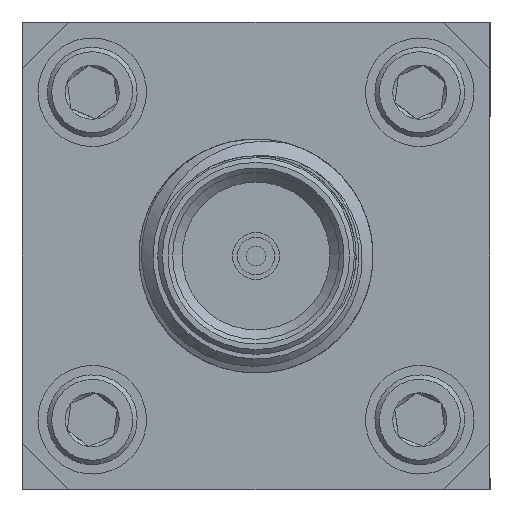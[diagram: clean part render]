
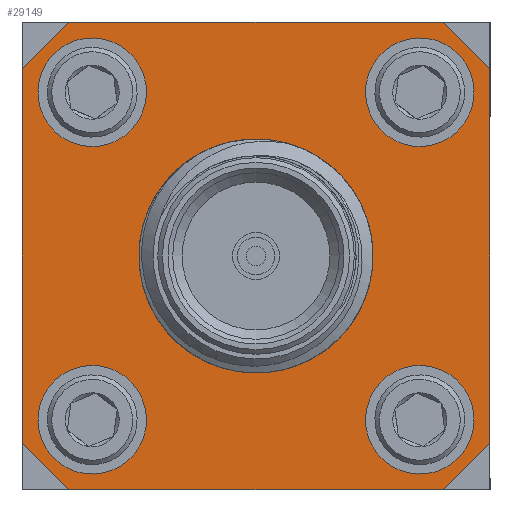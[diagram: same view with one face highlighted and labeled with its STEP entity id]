
A CAD part, left-side view. The second image highlights one B-rep face of the part: STEP entity #29149.
In plain terms, the highlighted planar face has unit normal (-1, 0, 0).
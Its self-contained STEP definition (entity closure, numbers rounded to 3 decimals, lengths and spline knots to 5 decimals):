
#637 = FACE_BOUND ( 'NONE', #12480, .T. ) ;
#944 = CARTESIAN_POINT ( 'NONE',  ( -0.87, 0., -0.115 ) ) ;
#968 = EDGE_CURVE ( 'NONE', #29800, #34594, #10957, .T. ) ;
#1040 = DIRECTION ( 'NONE',  ( 1., 0., 0. ) ) ;
#2023 = EDGE_CURVE ( 'NONE', #27718, #5134, #37403, .T. ) ;
#2070 = EDGE_CURVE ( 'NONE', #21998, #3282, #19880, .T. ) ;
#2287 = DIRECTION ( 'NONE',  ( 0., 0., -1. ) ) ;
#2558 = EDGE_LOOP ( 'NONE', ( #3379 ) ) ;
#3152 = CIRCLE ( 'NONE', #25112, 0.058 ) ;
#3157 = DIRECTION ( 'NONE',  ( 0., -0.383, -0.924 ) ) ;
#3168 = LINE ( 'NONE', #26972, #24768 ) ;
#3282 = VERTEX_POINT ( 'NONE', #29248 ) ;
#3379 = ORIENTED_EDGE ( 'NONE', *, *, #13687, .T. ) ;
#3431 = ORIENTED_EDGE ( 'NONE', *, *, #968, .T. ) ;
#3966 = DIRECTION ( 'NONE',  ( 0., 1., 0. ) ) ;
#4817 = CIRCLE ( 'NONE', #20528, 0.058 ) ;
#4820 = ORIENTED_EDGE ( 'NONE', *, *, #8931, .F. ) ;
#4851 = FACE_BOUND ( 'NONE', #28255, .T. ) ;
#5134 = VERTEX_POINT ( 'NONE', #11169 ) ;
#5568 = DIRECTION ( 'NONE',  ( 0., -1., 0. ) ) ;
#5633 = PLANE ( 'NONE',  #37293 ) ;
#5897 = AXIS2_PLACEMENT_3D ( 'NONE', #29928, #12024, #3157 ) ;
#6253 = VERTEX_POINT ( 'NONE', #18757 ) ;
#7305 = CARTESIAN_POINT ( 'NONE',  ( -0.87, 0.2, -0.25 ) ) ;
#7340 = CARTESIAN_POINT ( 'NONE',  ( -0.87, 0., 0. ) ) ;
#7803 = FACE_BOUND ( 'NONE', #21631, .T. ) ;
#7828 = VERTEX_POINT ( 'NONE', #16876 ) ;
#8303 = CARTESIAN_POINT ( 'NONE',  ( -0.87, 0.25, -0.2 ) ) ;
#8400 = LINE ( 'NONE', #29251, #36085 ) ;
#8661 = VECTOR ( 'NONE', #22443, 39.37008 ) ;
#8931 = EDGE_CURVE ( 'NONE', #24369, #24369, #3152, .T. ) ;
#9078 = CARTESIAN_POINT ( 'NONE',  ( -0.87, -0.25, -0.25 ) ) ;
#9622 = CARTESIAN_POINT ( 'NONE',  ( -0.87, 0.19722, 0.12142 ) ) ;
#9778 = CARTESIAN_POINT ( 'NONE',  ( -0.87, -0.19722, 0.12142 ) ) ;
#10457 = CARTESIAN_POINT ( 'NONE',  ( -0.87, 0.25, 0.2 ) ) ;
#10758 = FACE_OUTER_BOUND ( 'NONE', #29278, .T. ) ;
#10935 = EDGE_CURVE ( 'NONE', #30962, #29800, #12946, .T. ) ;
#10957 = LINE ( 'NONE', #25503, #16149 ) ;
#11169 = CARTESIAN_POINT ( 'NONE',  ( -0.87, 0.25, 0.2 ) ) ;
#11368 = DIRECTION ( 'NONE',  ( 1., 0., 0. ) ) ;
#11670 = ORIENTED_EDGE ( 'NONE', *, *, #2070, .T. ) ;
#11937 = AXIS2_PLACEMENT_3D ( 'NONE', #35751, #11368, #35174 ) ;
#12024 = DIRECTION ( 'NONE',  ( 1., 0., 0. ) ) ;
#12480 = EDGE_LOOP ( 'NONE', ( #19255 ) ) ;
#12738 = EDGE_CURVE ( 'NONE', #16105, #16105, #32740, .T. ) ;
#12946 = LINE ( 'NONE', #9078, #19205 ) ;
#13687 = EDGE_CURVE ( 'NONE', #19623, #19623, #17573, .T. ) ;
#15235 = ORIENTED_EDGE ( 'NONE', *, *, #37256, .T. ) ;
#15569 = DIRECTION ( 'NONE',  ( -1., 0., 0. ) ) ;
#16105 = VERTEX_POINT ( 'NONE', #944 ) ;
#16149 = VECTOR ( 'NONE', #29253, 39.37008 ) ;
#16302 = CARTESIAN_POINT ( 'NONE',  ( -0.87, 0.19722, -0.12142 ) ) ;
#16788 = DIRECTION ( 'NONE',  ( 0., -0.707, 0.707 ) ) ;
#16876 = CARTESIAN_POINT ( 'NONE',  ( -0.87, -0.19722, -0.12142 ) ) ;
#17098 = CARTESIAN_POINT ( 'NONE',  ( -0.87, -0.175, -0.175 ) ) ;
#17573 = CIRCLE ( 'NONE', #11937, 0.058 ) ;
#18228 = EDGE_CURVE ( 'NONE', #3282, #6253, #23260, .T. ) ;
#18757 = CARTESIAN_POINT ( 'NONE',  ( -0.87, -0.2, -0.25 ) ) ;
#19205 = VECTOR ( 'NONE', #34376, 39.37008 ) ;
#19255 = ORIENTED_EDGE ( 'NONE', *, *, #35676, .T. ) ;
#19328 = DIRECTION ( 'NONE',  ( 0., 0., -1. ) ) ;
#19484 = DIRECTION ( 'NONE',  ( 0., -0.707, -0.707 ) ) ;
#19507 = EDGE_CURVE ( 'NONE', #6253, #30962, #35092, .T. ) ;
#19623 = VERTEX_POINT ( 'NONE', #16302 ) ;
#19646 = CARTESIAN_POINT ( 'NONE',  ( -0.87, -0.25, 0.2 ) ) ;
#19793 = FACE_BOUND ( 'NONE', #2558, .T. ) ;
#19838 = ORIENTED_EDGE ( 'NONE', *, *, #21596, .F. ) ;
#19880 = LINE ( 'NONE', #7305, #29380 ) ;
#20528 = AXIS2_PLACEMENT_3D ( 'NONE', #17098, #23375, #32636 ) ;
#20776 = CARTESIAN_POINT ( 'NONE',  ( -0.87, 0., 0. ) ) ;
#20821 = ORIENTED_EDGE ( 'NONE', *, *, #10935, .T. ) ;
#21596 = EDGE_CURVE ( 'NONE', #7828, #7828, #4817, .T. ) ;
#21631 = EDGE_LOOP ( 'NONE', ( #32088 ) ) ;
#21998 = VERTEX_POINT ( 'NONE', #8303 ) ;
#22443 = DIRECTION ( 'NONE',  ( 0., 0.707, -0.707 ) ) ;
#22746 = FACE_BOUND ( 'NONE', #38606, .T. ) ;
#22838 = CIRCLE ( 'NONE', #5897, 0.058 ) ;
#23260 = LINE ( 'NONE', #35086, #23992 ) ;
#23375 = DIRECTION ( 'NONE',  ( -1., 0., 0. ) ) ;
#23992 = VECTOR ( 'NONE', #5568, 39.37008 ) ;
#24369 = VERTEX_POINT ( 'NONE', #9622 ) ;
#24768 = VECTOR ( 'NONE', #32883, 39.37008 ) ;
#24975 = CARTESIAN_POINT ( 'NONE',  ( -0.87, 0.175, 0.175 ) ) ;
#25112 = AXIS2_PLACEMENT_3D ( 'NONE', #24975, #15569, #36994 ) ;
#25503 = CARTESIAN_POINT ( 'NONE',  ( -0.87, -0.2, 0.25 ) ) ;
#26103 = VECTOR ( 'NONE', #16788, 39.37008 ) ;
#26972 = CARTESIAN_POINT ( 'NONE',  ( -0.87, -0.25, 0.25 ) ) ;
#27474 = VERTEX_POINT ( 'NONE', #9778 ) ;
#27718 = VERTEX_POINT ( 'NONE', #37412 ) ;
#27945 = ORIENTED_EDGE ( 'NONE', *, *, #19507, .T. ) ;
#28255 = EDGE_LOOP ( 'NONE', ( #19838 ) ) ;
#29149 = ADVANCED_FACE ( 'NONE', ( #10758, #22746, #7803, #19793, #4851, #637 ), #5633, .F. ) ;
#29248 = CARTESIAN_POINT ( 'NONE',  ( -0.87, 0.2, -0.25 ) ) ;
#29251 = CARTESIAN_POINT ( 'NONE',  ( -0.87, 0.25, -0.25 ) ) ;
#29253 = DIRECTION ( 'NONE',  ( 0., 0.707, 0.707 ) ) ;
#29278 = EDGE_LOOP ( 'NONE', ( #30438, #27945, #20821, #3431, #15235, #34296, #36771, #11670 ) ) ;
#29380 = VECTOR ( 'NONE', #19484, 39.37008 ) ;
#29800 = VERTEX_POINT ( 'NONE', #19646 ) ;
#29845 = CARTESIAN_POINT ( 'NONE',  ( -0.87, -0.2, 0.25 ) ) ;
#29928 = CARTESIAN_POINT ( 'NONE',  ( -0.87, -0.175, 0.175 ) ) ;
#30438 = ORIENTED_EDGE ( 'NONE', *, *, #18228, .T. ) ;
#30936 = DIRECTION ( 'NONE',  ( 1., 0., 0. ) ) ;
#30962 = VERTEX_POINT ( 'NONE', #38759 ) ;
#32088 = ORIENTED_EDGE ( 'NONE', *, *, #12738, .T. ) ;
#32636 = DIRECTION ( 'NONE',  ( 0., -0.383, 0.924 ) ) ;
#32740 = CIRCLE ( 'NONE', #37755, 0.115 ) ;
#32883 = DIRECTION ( 'NONE',  ( 0., 1., 0. ) ) ;
#34296 = ORIENTED_EDGE ( 'NONE', *, *, #2023, .T. ) ;
#34376 = DIRECTION ( 'NONE',  ( 0., 0., 1. ) ) ;
#34594 = VERTEX_POINT ( 'NONE', #29845 ) ;
#34697 = CARTESIAN_POINT ( 'NONE',  ( -0.87, -0.25, -0.2 ) ) ;
#35086 = CARTESIAN_POINT ( 'NONE',  ( -0.87, -0.25, -0.25 ) ) ;
#35092 = LINE ( 'NONE', #34697, #26103 ) ;
#35174 = DIRECTION ( 'NONE',  ( 0., 0.383, 0.924 ) ) ;
#35676 = EDGE_CURVE ( 'NONE', #27474, #27474, #22838, .T. ) ;
#35751 = CARTESIAN_POINT ( 'NONE',  ( -0.87, 0.175, -0.175 ) ) ;
#36085 = VECTOR ( 'NONE', #2287, 39.37008 ) ;
#36771 = ORIENTED_EDGE ( 'NONE', *, *, #37031, .T. ) ;
#36994 = DIRECTION ( 'NONE',  ( 0., 0.383, -0.924 ) ) ;
#37031 = EDGE_CURVE ( 'NONE', #5134, #21998, #8400, .T. ) ;
#37256 = EDGE_CURVE ( 'NONE', #34594, #27718, #3168, .T. ) ;
#37293 = AXIS2_PLACEMENT_3D ( 'NONE', #20776, #30936, #3966 ) ;
#37403 = LINE ( 'NONE', #10457, #8661 ) ;
#37412 = CARTESIAN_POINT ( 'NONE',  ( -0.87, 0.2, 0.25 ) ) ;
#37755 = AXIS2_PLACEMENT_3D ( 'NONE', #7340, #1040, #19328 ) ;
#38606 = EDGE_LOOP ( 'NONE', ( #4820 ) ) ;
#38759 = CARTESIAN_POINT ( 'NONE',  ( -0.87, -0.25, -0.2 ) ) ;
